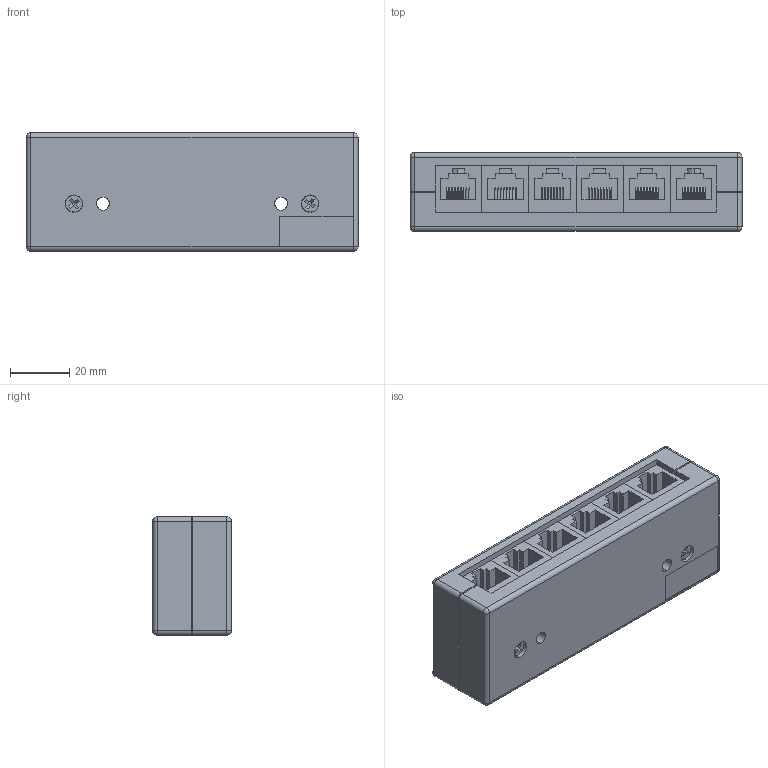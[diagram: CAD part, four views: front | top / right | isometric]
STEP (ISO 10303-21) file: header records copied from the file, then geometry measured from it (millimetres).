
FILE_DESCRIPTION (( 'STEP AP214' ), '1' );
FILE_NAME ('TDS1881S.STEP', '2014-05-21T18:45:43', ( 'L-Com' ), ( 'L-Com Global Connectivity' ), 'SwSTEP 2.0', 'SolidWorks 2014', '' );
FILE_SCHEMA (( 'AUTOMOTIVE_DESIGN' ));
Length unit declared in the file: inch
Products named in the file (6): TDS1881S-MA4; TDS1881S-MA3; 3AB02-015; TDS1881S-MA2_TDS1881; TDS1881S-MA1_TDS1181; TDS1881S
Assembly tree (11 placements, depth 2):
  TDS1881S
    TDS1881S-MA1_TDS1181
    TDS1881S-MA2_TDS1881
    3AB02-015  x6
    TDS1881S-MA3  x2
    TDS1881S-MA4
Bounding box: 111.76 x 26.49 x 39.88 mm (x, y, z)
Volume: 54373.7 mm3; surface area: 46730.4 mm2
Topology: 11 solids, 11 shells, 1036 faces, 2854 edges, 1868 vertices
Faces by surface type: plane 683, cylinder 296, bspline 37, cone 12, sphere 8
Entity records: 18655 total; most frequent: CARTESIAN_POINT 4831, ORIENTED_EDGE 2324, DIRECTION 2074, EDGE_CURVE 1162, VECTOR 820, LINE 820, VERTEX_POINT 756, AXIS2_PLACEMENT_3D 627
